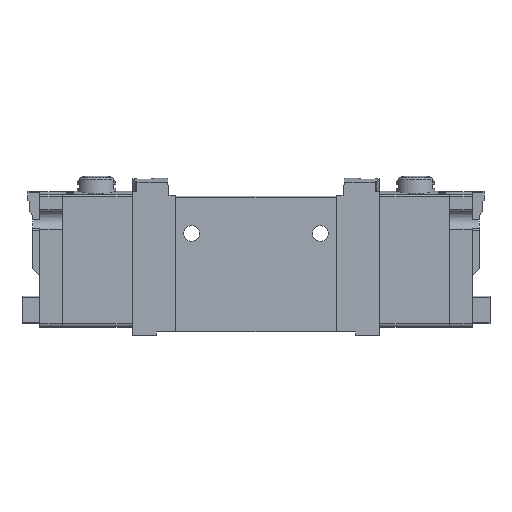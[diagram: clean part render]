
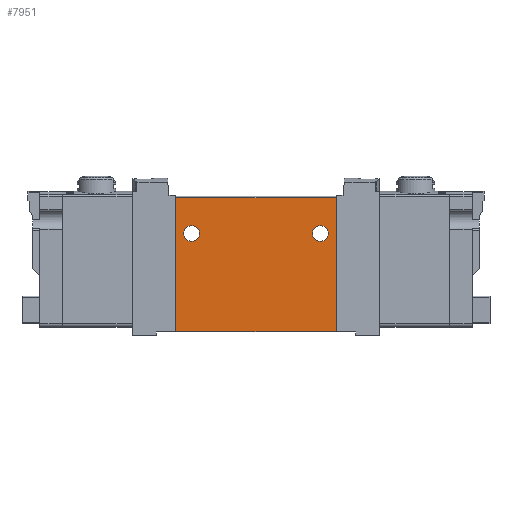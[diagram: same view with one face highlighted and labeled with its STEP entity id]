
A CAD part, top view. The second image highlights one B-rep face of the part: STEP entity #7951.
In plain terms, the highlighted planar face has unit normal (0, 0, 1).
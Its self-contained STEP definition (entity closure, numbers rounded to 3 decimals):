
#87=PLANE('',#8550);
#568=LINE('',#12074,#1430);
#602=LINE('',#12148,#1464);
#642=LINE('',#12255,#1504);
#644=LINE('',#12262,#1506);
#1430=VECTOR('',#9489,1000.);
#1464=VECTOR('',#9539,1000.);
#1504=VECTOR('',#9643,1000.);
#1506=VECTOR('',#9651,1000.);
#2597=ORIENTED_EDGE('',*,*,#4866,.F.);
#2598=ORIENTED_EDGE('',*,*,#4867,.F.);
#2599=ORIENTED_EDGE('',*,*,#4770,.T.);
#2600=ORIENTED_EDGE('',*,*,#4868,.F.);
#2601=ORIENTED_EDGE('',*,*,#4808,.F.);
#2602=ORIENTED_EDGE('',*,*,#4864,.T.);
#4770=EDGE_CURVE('',#5926,#5925,#568,.T.);
#4808=EDGE_CURVE('',#5957,#5952,#602,.T.);
#4864=EDGE_CURVE('',#5957,#5926,#642,.T.);
#4866=EDGE_CURVE('',#5993,#5993,#6591,.F.);
#4867=EDGE_CURVE('',#5994,#5994,#6592,.F.);
#4868=EDGE_CURVE('',#5952,#5925,#644,.T.);
#5925=VERTEX_POINT('',#12073);
#5926=VERTEX_POINT('',#12075);
#5952=VERTEX_POINT('',#12136);
#5957=VERTEX_POINT('',#12147);
#5993=VERTEX_POINT('',#12259);
#5994=VERTEX_POINT('',#12261);
#6591=CIRCLE('',#8551,1.65);
#6592=CIRCLE('',#8552,1.65);
#6817=EDGE_LOOP('',(#2597));
#6818=EDGE_LOOP('',(#2598));
#6819=EDGE_LOOP('',(#2599,#2600,#2601,#2602));
#7353=FACE_BOUND('',#6817,.T.);
#7354=FACE_BOUND('',#6818,.T.);
#7355=FACE_BOUND('',#6819,.T.);
#7951=ADVANCED_FACE('',(#7353,#7354,#7355),#87,.F.);
#8550=AXIS2_PLACEMENT_3D('',#12257,#9645,#9646);
#8551=AXIS2_PLACEMENT_3D('',#12258,#9647,#9648);
#8552=AXIS2_PLACEMENT_3D('',#12260,#9649,#9650);
#9489=DIRECTION('',(0.,-1.,0.));
#9539=DIRECTION('',(0.,-1.,0.));
#9643=DIRECTION('',(-1.,0.,0.));
#9645=DIRECTION('',(0.,0.,-1.));
#9646=DIRECTION('',(-1.,0.,0.));
#9647=DIRECTION('',(0.,0.,-1.));
#9648=DIRECTION('',(-1.,0.,0.));
#9649=DIRECTION('',(0.,0.,-1.));
#9650=DIRECTION('',(-1.,0.,0.));
#9651=DIRECTION('',(-1.,0.,0.));
#12073=CARTESIAN_POINT('',(-16.9,0.,5.1));
#12074=CARTESIAN_POINT('',(-16.9,28.15,5.1));
#12075=CARTESIAN_POINT('',(-16.9,28.15,5.1));
#12136=CARTESIAN_POINT('',(16.9,0.,5.1));
#12147=CARTESIAN_POINT('',(16.9,28.15,5.1));
#12148=CARTESIAN_POINT('',(16.9,28.15,5.1));
#12255=CARTESIAN_POINT('',(16.9,28.15,5.1));
#12257=CARTESIAN_POINT('',(16.9,28.15,5.1));
#12258=CARTESIAN_POINT('',(13.5,20.65,5.1));
#12259=CARTESIAN_POINT('',(11.85,20.65,5.1));
#12260=CARTESIAN_POINT('',(-13.5,20.65,5.1));
#12261=CARTESIAN_POINT('',(-15.15,20.65,5.1));
#12262=CARTESIAN_POINT('',(16.9,0.,5.1));
